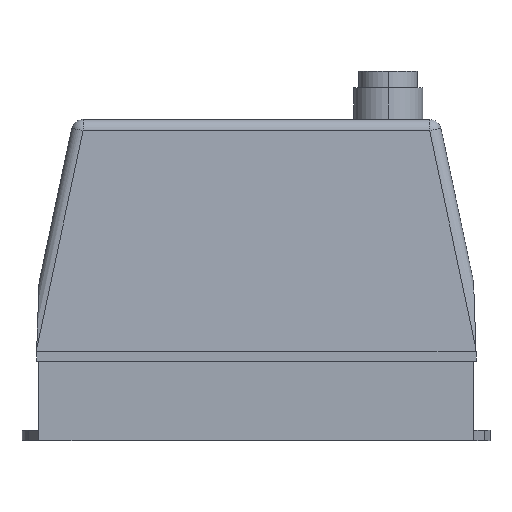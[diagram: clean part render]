
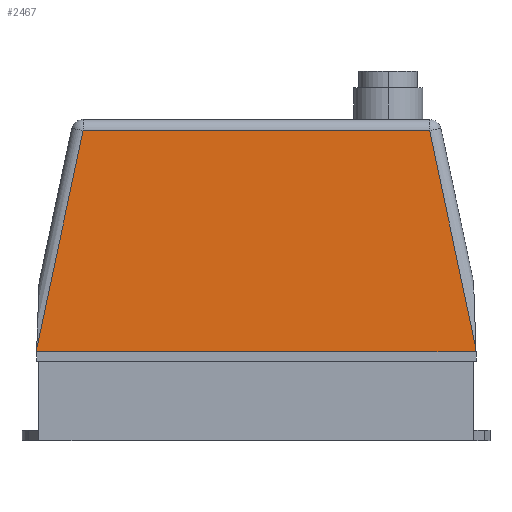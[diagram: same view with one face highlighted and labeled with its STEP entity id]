
A CAD part, left-side view. The second image highlights one B-rep face of the part: STEP entity #2467.
In plain terms, the highlighted planar face has unit normal (-0.999, 0, 0.035).
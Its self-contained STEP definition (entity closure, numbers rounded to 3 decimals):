
#2112=CARTESIAN_POINT('',(2.341,74.918,134.174));
#2113=VERTEX_POINT('',#2112);
#2180=CARTESIAN_POINT('',(2.341,-74.918,134.174));
#2181=VERTEX_POINT('',#2180);
#2313=CARTESIAN_POINT('',(2.341,74.918,134.174));
#2314=DIRECTION('',(0.0,-1.0,0.0));
#2315=VECTOR('',#2314,149.836);
#2316=LINE('',#2313,#2315);
#2317=EDGE_CURVE('',#2113,#2181,#2316,.T.);
#2327=CARTESIAN_POINT('',(-0.95,-94.95,39.932));
#2328=VERTEX_POINT('',#2327);
#2345=CARTESIAN_POINT('',(2.341,-74.918,134.174));
#2346=DIRECTION('',(-0.034,-0.208,-0.978));
#2347=VECTOR('',#2346,96.404);
#2348=LINE('',#2345,#2347);
#2349=EDGE_CURVE('',#2181,#2328,#2348,.T.);
#2410=CARTESIAN_POINT('',(-0.95,94.95,39.932));
#2411=VERTEX_POINT('',#2410);
#2419=CARTESIAN_POINT('',(-0.95,94.95,39.932));
#2420=DIRECTION('',(0.034,-0.208,0.978));
#2421=VECTOR('',#2420,96.404);
#2422=LINE('',#2419,#2421);
#2423=EDGE_CURVE('',#2411,#2113,#2422,.T.);
#2435=CARTESIAN_POINT('',(0.048,-95.,68.5));
#2436=DIRECTION('',(0.999,0.,-0.035));
#2437=DIRECTION('',(-0.035,0.,-0.999));
#2438=AXIS2_PLACEMENT_3D('',#2435,#2436,#2437);
#2439=PLANE('',#2438);
#2440=ORIENTED_EDGE('',*,*,#2349,.F.);
#2441=ORIENTED_EDGE('',*,*,#2317,.F.);
#2442=ORIENTED_EDGE('',*,*,#2423,.F.);
#2443=CARTESIAN_POINT('',(-1.,95.,38.5));
#2444=VERTEX_POINT('',#2443);
#2445=CARTESIAN_POINT('',(-1.,95.,38.5));
#2446=DIRECTION('',(0.035,-0.035,0.999));
#2447=VECTOR('',#2446,1.434);
#2448=LINE('',#2445,#2447);
#2449=EDGE_CURVE('',#2444,#2411,#2448,.T.);
#2450=ORIENTED_EDGE('',*,*,#2449,.F.);
#2451=CARTESIAN_POINT('',(-1.,-95.,38.5));
#2452=VERTEX_POINT('',#2451);
#2453=CARTESIAN_POINT('',(-1.,-95.,38.5));
#2454=DIRECTION('',(0.0,1.0,0.0));
#2455=VECTOR('',#2454,190.);
#2456=LINE('',#2453,#2455);
#2457=EDGE_CURVE('',#2452,#2444,#2456,.T.);
#2458=ORIENTED_EDGE('',*,*,#2457,.F.);
#2459=CARTESIAN_POINT('',(-0.95,-94.95,39.932));
#2460=DIRECTION('',(-0.035,-0.035,-0.999));
#2461=VECTOR('',#2460,1.434);
#2462=LINE('',#2459,#2461);
#2463=EDGE_CURVE('',#2328,#2452,#2462,.T.);
#2464=ORIENTED_EDGE('',*,*,#2463,.F.);
#2465=EDGE_LOOP('',(#2440,#2441,#2442,#2450,#2458,#2464));
#2466=FACE_OUTER_BOUND('',#2465,.T.);
#2467=ADVANCED_FACE('',(#2466),#2439,.F.);
